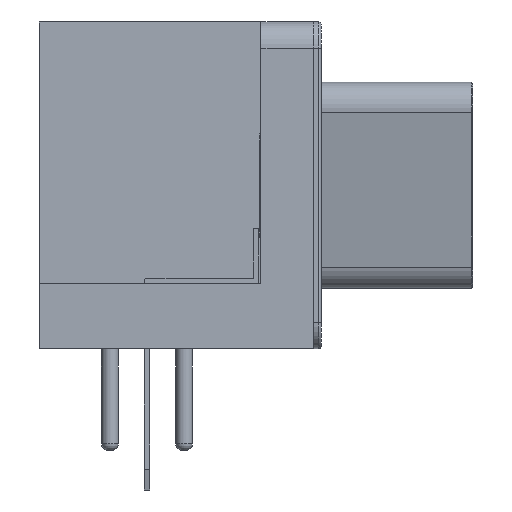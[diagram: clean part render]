
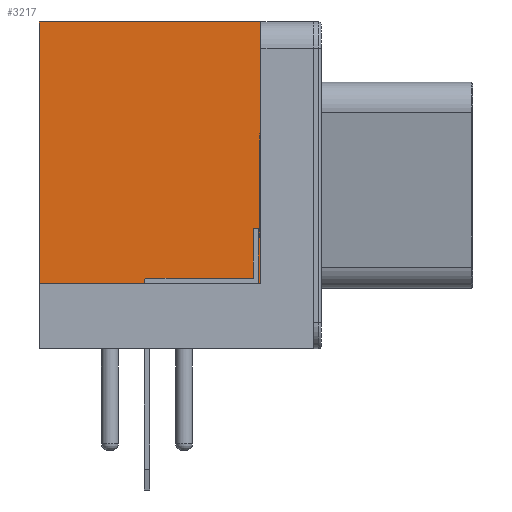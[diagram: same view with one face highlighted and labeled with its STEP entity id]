
A CAD part, left-side view. The second image highlights one B-rep face of the part: STEP entity #3217.
In plain terms, the highlighted planar face has unit normal (-1, 0, 0).
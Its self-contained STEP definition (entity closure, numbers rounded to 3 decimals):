
#2456 = VERTEX_POINT('',#2457);
#2457 = CARTESIAN_POINT('',(-4.36,2.7,12.5));
#2463 = EDGE_CURVE('',#2464,#2456,#2466,.T.);
#2464 = VERTEX_POINT('',#2465);
#2465 = CARTESIAN_POINT('',(-4.36,-5.78,12.5));
#2466 = LINE('',#2467,#2468);
#2467 = CARTESIAN_POINT('',(-4.36,-6.78,12.5));
#2468 = VECTOR('',#2469,1.);
#2469 = DIRECTION('',(0.,1.,0.));
#2560 = EDGE_CURVE('',#2561,#2456,#2563,.T.);
#2561 = VERTEX_POINT('',#2562);
#2562 = CARTESIAN_POINT('',(-4.36,2.7,2.5));
#2563 = LINE('',#2564,#2565);
#2564 = CARTESIAN_POINT('',(-4.36,2.7,4.375));
#2565 = VECTOR('',#2566,1.);
#2566 = DIRECTION('',(0.,0.,1.));
#3129 = VERTEX_POINT('',#3130);
#3130 = CARTESIAN_POINT('',(-4.36,-5.78,2.5));
#3136 = EDGE_CURVE('',#3129,#2464,#3137,.T.);
#3137 = LINE('',#3138,#3139);
#3138 = CARTESIAN_POINT('',(-4.36,-5.78,2.5));
#3139 = VECTOR('',#3140,1.);
#3140 = DIRECTION('',(0.,0.,1.));
#3166 = EDGE_CURVE('',#3129,#2561,#3167,.T.);
#3167 = LINE('',#3168,#3169);
#3168 = CARTESIAN_POINT('',(-4.36,-5.78,2.5));
#3169 = VECTOR('',#3170,1.);
#3170 = DIRECTION('',(0.,1.,0.));
#3217 = ADVANCED_FACE('',(#3218),#3224,.F.);
#3218 = FACE_BOUND('',#3219,.F.);
#3219 = EDGE_LOOP('',(#3220,#3221,#3222,#3223));
#3220 = ORIENTED_EDGE('',*,*,#3136,.F.);
#3221 = ORIENTED_EDGE('',*,*,#3166,.T.);
#3222 = ORIENTED_EDGE('',*,*,#2560,.T.);
#3223 = ORIENTED_EDGE('',*,*,#2463,.F.);
#3224 = PLANE('',#3225);
#3225 = AXIS2_PLACEMENT_3D('',#3226,#3227,#3228);
#3226 = CARTESIAN_POINT('',(-4.36,-5.78,2.5));
#3227 = DIRECTION('',(1.,0.,0.));
#3228 = DIRECTION('',(0.,0.,1.));
